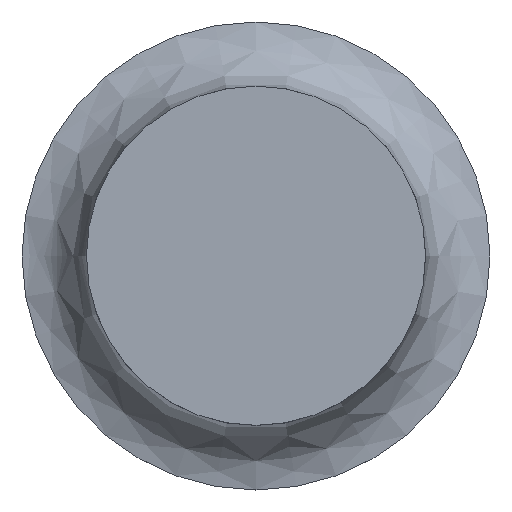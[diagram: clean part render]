
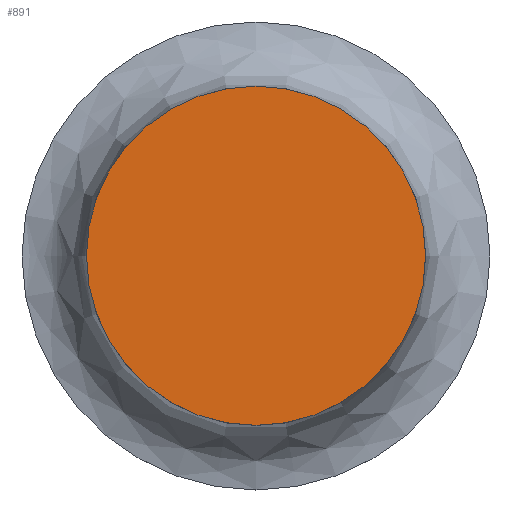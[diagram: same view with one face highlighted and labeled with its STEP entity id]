
A CAD part, top view. The second image highlights one B-rep face of the part: STEP entity #891.
In plain terms, the highlighted planar face has unit normal (0, 0, 1).
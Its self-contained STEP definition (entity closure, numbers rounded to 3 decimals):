
#603 = VERTEX_POINT('',#604);
#604 = CARTESIAN_POINT('',(-8.282,0.,
    15.324));
#743 = EDGE_CURVE('',#603,#603,#744,.T.);
#744 = CIRCLE('',#745,8.282);
#745 = AXIS2_PLACEMENT_3D('',#746,#747,#748);
#746 = CARTESIAN_POINT('',(0.,0.,
    15.324));
#747 = DIRECTION('',(0.,0.,1.));
#748 = DIRECTION('',(-1.,0.,0.));
#891 = ADVANCED_FACE('',(#892),#895,.T.);
#892 = FACE_BOUND('',#893,.T.);
#893 = EDGE_LOOP('',(#894));
#894 = ORIENTED_EDGE('',*,*,#743,.T.);
#895 = PLANE('',#896);
#896 = AXIS2_PLACEMENT_3D('',#897,#898,#899);
#897 = CARTESIAN_POINT('',(0.,0.,
    15.324));
#898 = DIRECTION('',(0.,0.,1.));
#899 = DIRECTION('',(-1.,0.,0.));
